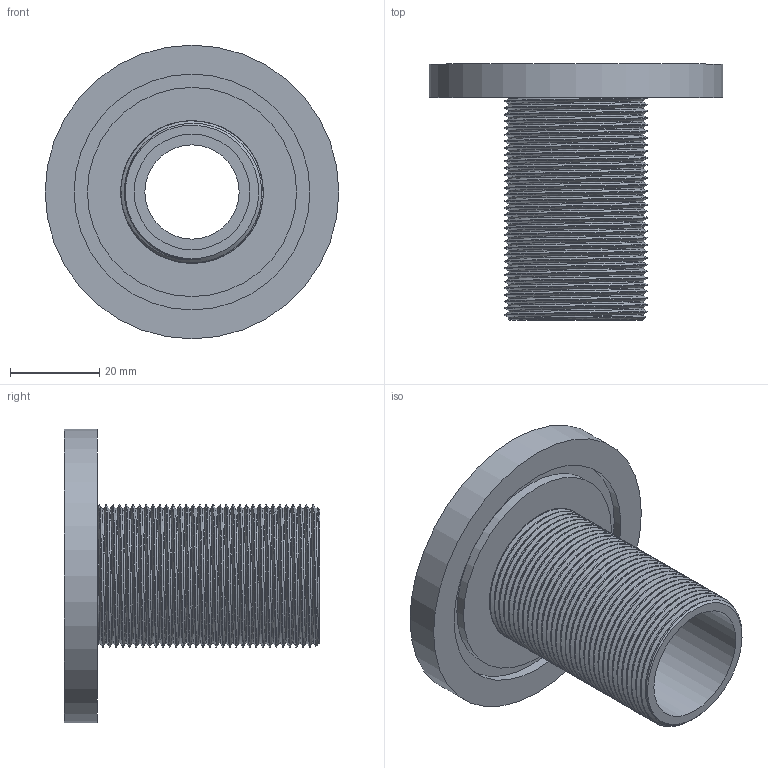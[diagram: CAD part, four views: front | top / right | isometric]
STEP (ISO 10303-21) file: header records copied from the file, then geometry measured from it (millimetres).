
FILE_DESCRIPTION (( 'STEP AP203' ), '1' );
FILE_NAME ('99ZP11628.STEP', '2025-11-25T07:43:34', ( '' ), ( '' ), 'SwSTEP 2.0', 'SolidWorks 2021', '' );
FILE_SCHEMA (( 'CONFIG_CONTROL_DESIGN' ));
Length unit declared in the file: millimetre
Products named in the file (1): 99ZP11628
Bounding box: 66 x 57.5 x 66 mm (x, y, z)
Volume: 35425.3 mm3; surface area: 20599.4 mm2
Topology: 1 solids, 1 shells, 16 faces, 30 edges, 20 vertices
Faces by surface type: plane 6, cylinder 5, bspline 3, cone 2
Full cylindrical faces by diameter (mm): 26 x1, 47 x1, 53 x1, 66 x1
Entity records: 6583 total; most frequent: CARTESIAN_POINT 6229, DIRECTION 54, ORIENTED_EDGE 46, EDGE_LOOP 28, AXIS2_PLACEMENT_3D 27, EDGE_CURVE 23, FACE_OUTER_BOUND 20, VERTEX_POINT 19
